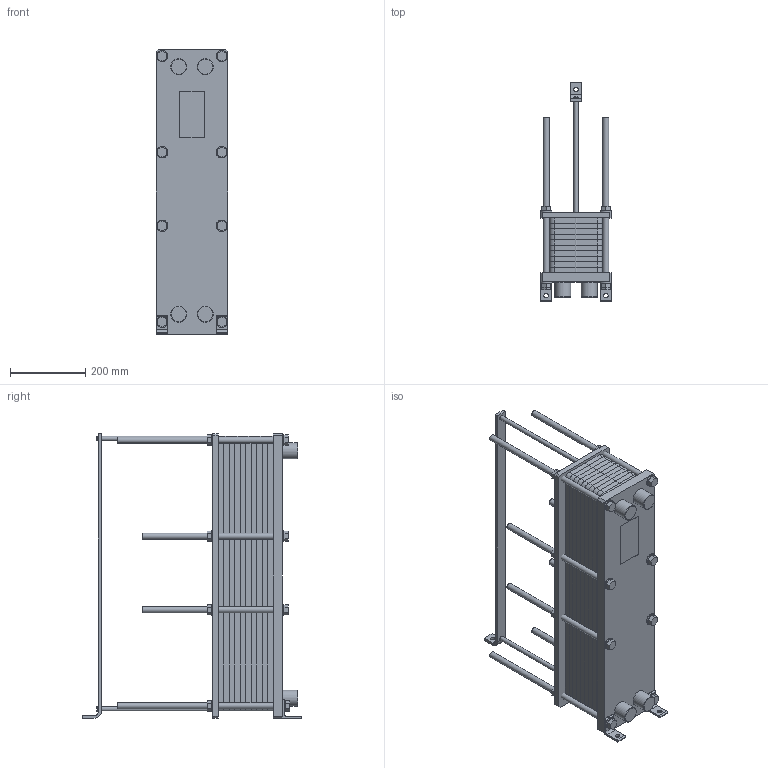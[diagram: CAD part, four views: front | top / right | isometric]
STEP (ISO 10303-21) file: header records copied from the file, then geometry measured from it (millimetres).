
FILE_DESCRIPTION(/* description */ (''),/* implementation_level */ '2;1');
FILE_NAME(/* name */ '3d_RHG-08-50-8027600.stp',/* time_stamp */ '2020-01-10T09:55:41+01:00',/* author */ ('Andrzej'),/* organization */ (''),/* preprocessor_version */ 'ST-DEVELOPER v16.13',/* originating_system */ 'AutoCAD Mechanical',/* authorisation */ '');
FILE_SCHEMA (('AUTOMOTIVE_DESIGN { 1 0 10303 214 3 1 1 }'));
Length unit declared in the file: millimetre
Products named in the file (1): Product
Bounding box: 190 x 580 x 755 mm (x, y, z)
Volume: 26727583 mm3; surface area: 3867972.6 mm2
Topology: 13 solids, 13 shells, 572 faces, 1774 edges, 1704 vertices
Faces by surface type: plane 426, cylinder 138, cone 8
Full cylindrical faces by diameter (mm): 12 x10, 16 x16, 30 x24, 42.4 x8
Entity records: 19613 total; most frequent: CARTESIAN_POINT 3981, DIRECTION 3350, ORIENTED_EDGE 2612, EDGE_CURVE 1306, LINE 1208, VECTOR 1208, AXIS2_PLACEMENT_3D 1071, VERTEX_POINT 902
